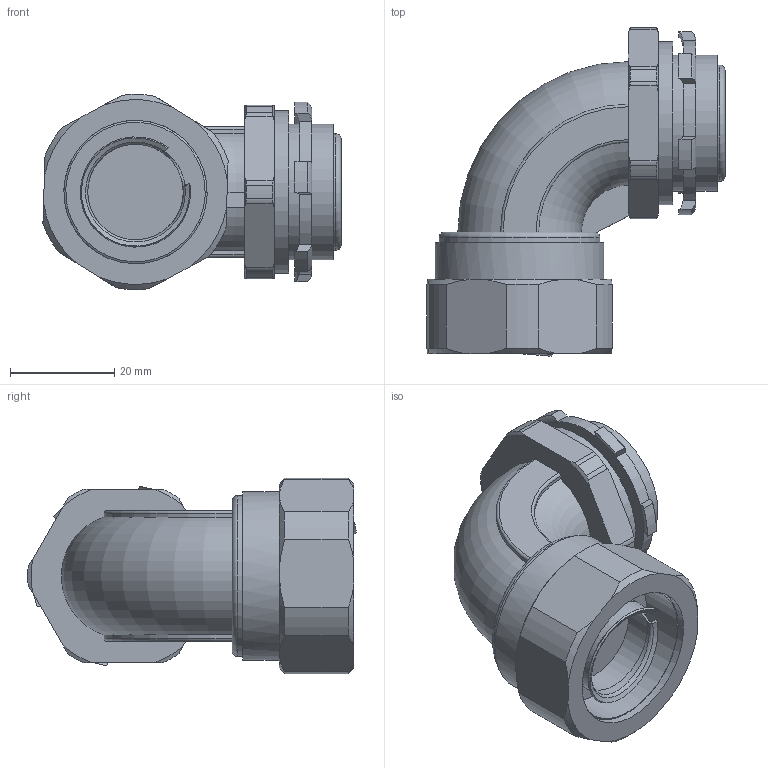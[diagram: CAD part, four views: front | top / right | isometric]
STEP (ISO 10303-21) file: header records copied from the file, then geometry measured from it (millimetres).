
FILE_DESCRIPTION(/* description */ (''),/* implementation_level */ '2;1');
FILE_NAME(/* name */ '',/* time_stamp */ '2025-01-14T11:15:49+07:00',/* author */ ('zeta-82'),/* organization */ (''),/* preprocessor_version */ 'ST-DEVELOPER v19.2',/* originating_system */ 'Autodesk Inventor 2024',/* authorisation */ '');
FILE_SCHEMA (('AUTOMOTIVE_DESIGN { 1 0 10303 214 3 1 1 }'));
Length unit declared in the file: millimetre
Products named in the file (1): Деталь1
Bounding box: 57.07 x 62.91 x 37.39 mm (x, y, z)
Volume: 42660.4 mm3; surface area: 13578.6 mm2
Topology: 1 solids, 1 shells, 152 faces, 389 edges, 250 vertices
Faces by surface type: cylinder 55, plane 47, torus 23, cone 22, bspline 5
Full cylindrical faces by diameter (mm): 18.3 x1, 19.1 x2, 22.3 x1, 26 x2, 26.7 x2, 27.45 x1, 30.75 x1, 31.2 x1, 32.3 x1
Entity records: 5538 total; most frequent: CARTESIAN_POINT 1757, ORIENTED_EDGE 778, DIRECTION 725, EDGE_CURVE 389, AXIS2_PLACEMENT_3D 304, VERTEX_POINT 250, EDGE_LOOP 163, CIRCLE 154
